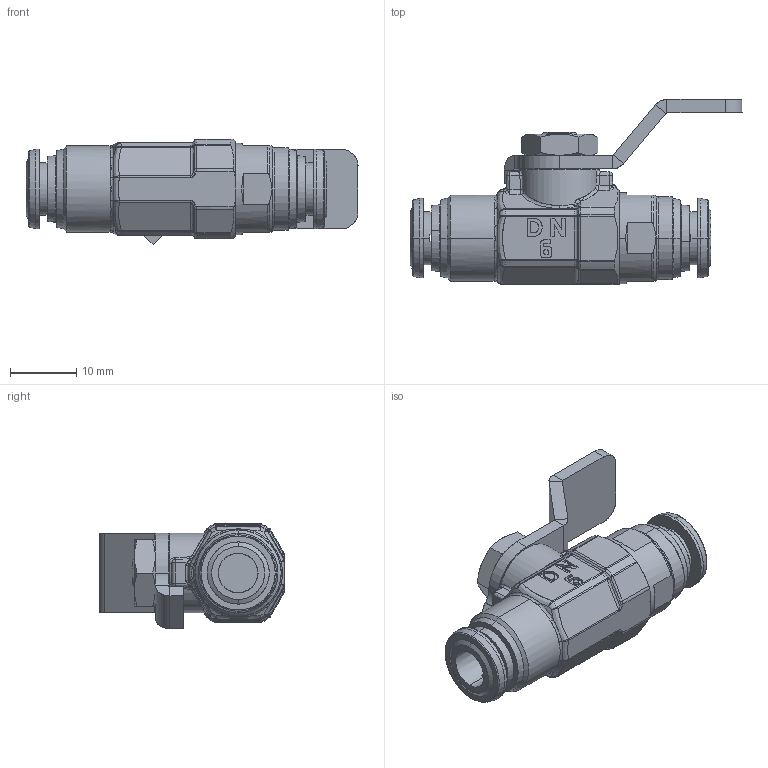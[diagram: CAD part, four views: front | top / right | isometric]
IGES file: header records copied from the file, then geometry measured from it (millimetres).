
Start section: SolidWorks IGES file using analytic representation for surfaces
Global section: file name: 6656000002.IGS; native system: SolidWorks 2016; preprocessor: SolidWorks 2016; author: cad06; date: 191122.135747; units: millimetre
Bounding box: 50.16 x 27.95 x 15.91 mm (x, y, z)
Surface area: 4217.4 mm2 (no closed solid volume)
Topology: 0 solids, 0 shells, 494 faces, 4023 edges, 4002 vertices
Faces by surface type: bspline 301, revolution 193
